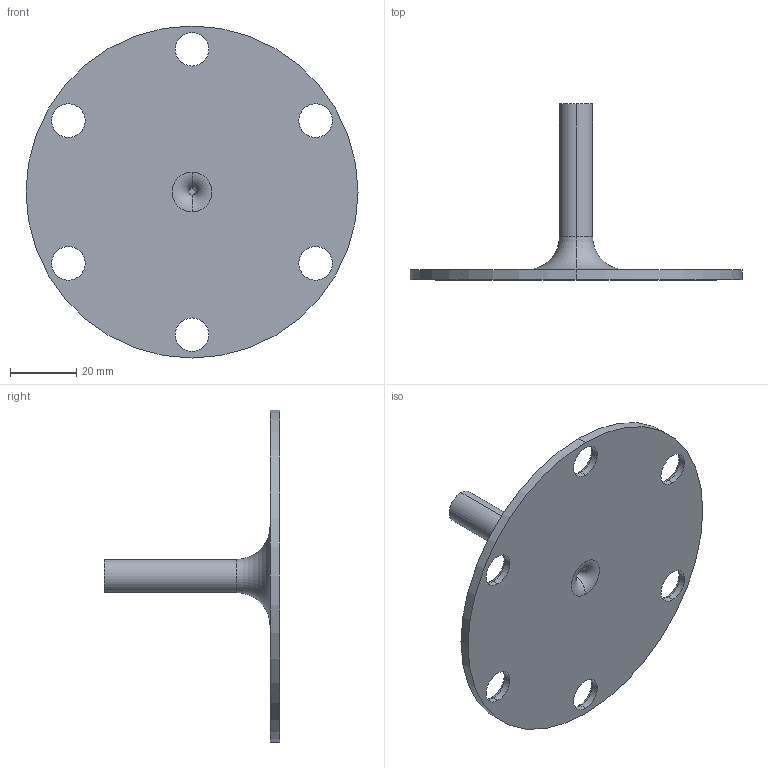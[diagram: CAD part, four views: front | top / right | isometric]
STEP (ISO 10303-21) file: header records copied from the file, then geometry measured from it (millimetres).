
FILE_DESCRIPTION (( 'STEP AP214' ), '1' );
FILE_NAME ('magnet.STEP', '2024-05-10T17:37:21', ( '' ), ( '' ), 'SwSTEP 2.0', 'SolidWorks 2023', '' );
FILE_SCHEMA (( 'AUTOMOTIVE_DESIGN' ));
Length unit declared in the file: millimetre
Products named in the file (1): magnet
Bounding box: 100 x 53 x 100 mm (x, y, z)
Volume: 26892.5 mm3; surface area: 17690.6 mm2
Topology: 1 solids, 1 shells, 36 faces, 82 edges, 50 vertices
Faces by surface type: torus 16, cylinder 16, plane 4
Entity records: 1087 total; most frequent: DIRECTION 222, CARTESIAN_POINT 169, ORIENTED_EDGE 164, AXIS2_PLACEMENT_3D 103, EDGE_CURVE 82, CIRCLE 66, EDGE_LOOP 50, VERTEX_POINT 50
